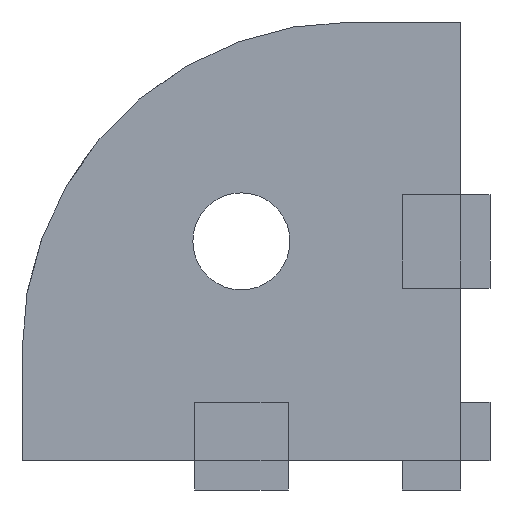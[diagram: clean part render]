
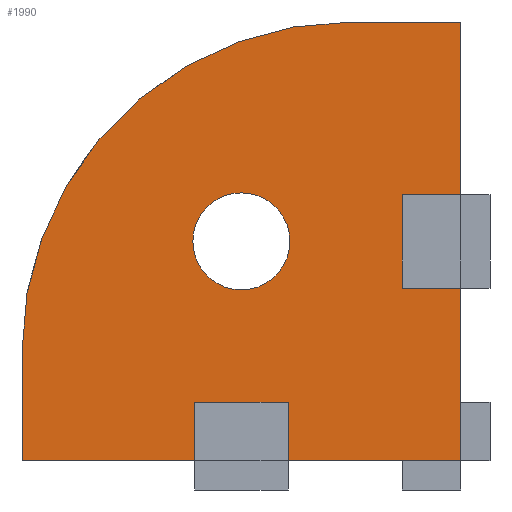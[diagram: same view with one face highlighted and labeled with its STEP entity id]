
A CAD part, left-side view. The second image highlights one B-rep face of the part: STEP entity #1990.
In plain terms, the highlighted planar face has unit normal (-1, 0, 0).
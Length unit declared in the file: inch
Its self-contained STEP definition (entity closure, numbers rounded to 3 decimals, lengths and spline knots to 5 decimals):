
#7 = VERTEX_POINT ( 'NONE', #325 ) ;
#16 = ORIENTED_EDGE ( 'NONE', *, *, #1047, .F. ) ;
#21 = EDGE_CURVE ( 'NONE', #721, #7, #440, .T. ) ;
#25 = VERTEX_POINT ( 'NONE', #551 ) ;
#36 = EDGE_CURVE ( 'NONE', #239, #152, #696, .T. ) ;
#52 = ORIENTED_EDGE ( 'NONE', *, *, #36, .F. ) ;
#77 = VERTEX_POINT ( 'NONE', #1090 ) ;
#79 = VERTEX_POINT ( 'NONE', #1092 ) ;
#89 = ORIENTED_EDGE ( 'NONE', *, *, #2025, .T. ) ;
#104 = ORIENTED_EDGE ( 'NONE', *, *, #122, .T. ) ;
#122 = EDGE_CURVE ( 'NONE', #138, #2142, #1508, .T. ) ;
#138 = VERTEX_POINT ( 'NONE', #1707 ) ;
#141 = VERTEX_POINT ( 'NONE', #1790 ) ;
#152 = VERTEX_POINT ( 'NONE', #1838 ) ;
#154 = EDGE_CURVE ( 'NONE', #138, #502, #1840, .T. ) ;
#159 = EDGE_CURVE ( 'NONE', #141, #239, #1864, .T. ) ;
#187 = EDGE_CURVE ( 'NONE', #77, #141, #540, .T. ) ;
#190 = ORIENTED_EDGE ( 'NONE', *, *, #154, .F. ) ;
#196 = ORIENTED_EDGE ( 'NONE', *, *, #159, .F. ) ;
#217 = ORIENTED_EDGE ( 'NONE', *, *, #187, .F. ) ;
#237 = VERTEX_POINT ( 'NONE', #922 ) ;
#239 = VERTEX_POINT ( 'NONE', #924 ) ;
#272 = EDGE_CURVE ( 'NONE', #825, #237, #1036, .T. ) ;
#295 = ORIENTED_EDGE ( 'NONE', *, *, #21, .T. ) ;
#319 = EDGE_CURVE ( 'NONE', #25, #7, #1189, .T. ) ;
#323 = CARTESIAN_POINT ( 'NONE',  ( 0., 0.75, -0.584 ) ) ;
#325 = CARTESIAN_POINT ( 'NONE',  ( 0., 0.91, -1.5 ) ) ;
#350 = CIRCLE ( 'NONE', #351, 0.166 ) ;
#351 = AXIS2_PLACEMENT_3D ( 'NONE', #352, #353, #354 ) ;
#352 = CARTESIAN_POINT ( 'NONE',  ( 0., 0.75, -0.75 ) ) ;
#353 = DIRECTION ( 'NONE',  ( 1., 0., 0. ) ) ;
#354 = DIRECTION ( 'NONE',  ( 0., 0., -1. ) ) ;
#373 = ORIENTED_EDGE ( 'NONE', *, *, #272, .T. ) ;
#440 = LINE ( 'NONE', #441, #442 ) ;
#441 = CARTESIAN_POINT ( 'NONE',  ( 0., 0., -1.5 ) ) ;
#442 = VECTOR ( 'NONE', #443, 39.37008 ) ;
#443 = DIRECTION ( 'NONE',  ( 0., -1., 0. ) ) ;
#502 = VERTEX_POINT ( 'NONE', #1382 ) ;
#538 = ORIENTED_EDGE ( 'NONE', *, *, #1606, .T. ) ;
#540 = LINE ( 'NONE', #541, #542 ) ;
#541 = CARTESIAN_POINT ( 'NONE',  ( 0., 0., -0.59 ) ) ;
#542 = VECTOR ( 'NONE', #543, 39.37008 ) ;
#543 = DIRECTION ( 'NONE',  ( 0., 1., 0. ) ) ;
#551 = CARTESIAN_POINT ( 'NONE',  ( 0., 0.91, -1.3 ) ) ;
#582 = LINE ( 'NONE', #583, #584 ) ;
#583 = CARTESIAN_POINT ( 'NONE',  ( 0., 0., -1.5 ) ) ;
#584 = VECTOR ( 'NONE', #585, 39.37008 ) ;
#585 = DIRECTION ( 'NONE',  ( 0., 0., 1. ) ) ;
#624 = CARTESIAN_POINT ( 'NONE',  ( 0., 0., -1.5 ) ) ;
#666 = EDGE_CURVE ( 'NONE', #913, #1143, #1467, .T. ) ;
#685 = ORIENTED_EDGE ( 'NONE', *, *, #319, .F. ) ;
#696 = LINE ( 'NONE', #697, #698 ) ;
#697 = CARTESIAN_POINT ( 'NONE',  ( 0., 0., -0.91 ) ) ;
#698 = VECTOR ( 'NONE', #699, 39.37008 ) ;
#699 = DIRECTION ( 'NONE',  ( 0., -1., 0. ) ) ;
#721 = VERTEX_POINT ( 'NONE', #1486 ) ;
#722 = EDGE_CURVE ( 'NONE', #502, #25, #1487, .T. ) ;
#825 = VERTEX_POINT ( 'NONE', #1544 ) ;
#913 = VERTEX_POINT ( 'NONE', #1571 ) ;
#922 = CARTESIAN_POINT ( 'NONE',  ( 0., 1.5, -1.125 ) ) ;
#924 = CARTESIAN_POINT ( 'NONE',  ( 0., 0.2, -0.91 ) ) ;
#936 = FACE_BOUND ( 'NONE', #1955, .T. ) ;
#937 = FACE_OUTER_BOUND ( 'NONE', #2065, .T. ) ;
#938 = PLANE ( 'NONE',  #939 ) ;
#939 = AXIS2_PLACEMENT_3D ( 'NONE', #940, #941, #942 ) ;
#940 = CARTESIAN_POINT ( 'NONE',  ( 0., 0., -1.5 ) ) ;
#941 = DIRECTION ( 'NONE',  ( -1., 0., 0. ) ) ;
#942 = DIRECTION ( 'NONE',  ( 0., 0., 1. ) ) ;
#949 = EDGE_CURVE ( 'NONE', #721, #237, #1646, .T. ) ;
#1036 = CIRCLE ( 'NONE', #1037, 1.125 ) ;
#1037 = AXIS2_PLACEMENT_3D ( 'NONE', #1038, #1039, #1040 ) ;
#1038 = CARTESIAN_POINT ( 'NONE',  ( 0., 0.375, -1.125 ) ) ;
#1039 = DIRECTION ( 'NONE',  ( -1., 0., 0. ) ) ;
#1040 = DIRECTION ( 'NONE',  ( 0., 0., 1. ) ) ;
#1047 = EDGE_CURVE ( 'NONE', #825, #79, #1779, .T. ) ;
#1048 = ORIENTED_EDGE ( 'NONE', *, *, #666, .T. ) ;
#1090 = CARTESIAN_POINT ( 'NONE',  ( 0., 0., -0.59 ) ) ;
#1092 = CARTESIAN_POINT ( 'NONE',  ( 0., 0., 0. ) ) ;
#1105 = ORIENTED_EDGE ( 'NONE', *, *, #722, .F. ) ;
#1143 = VERTEX_POINT ( 'NONE', #323 ) ;
#1185 = LINE ( 'NONE', #1186, #1187 ) ;
#1186 = CARTESIAN_POINT ( 'NONE',  ( 0., 0., -1.5 ) ) ;
#1187 = VECTOR ( 'NONE', #1188, 39.37008 ) ;
#1188 = DIRECTION ( 'NONE',  ( 0., 0., 1. ) ) ;
#1189 = LINE ( 'NONE', #1190, #1191 ) ;
#1190 = CARTESIAN_POINT ( 'NONE',  ( 0., 0.91, -1.5 ) ) ;
#1191 = VECTOR ( 'NONE', #1192, 39.37008 ) ;
#1192 = DIRECTION ( 'NONE',  ( 0., 0., -1. ) ) ;
#1277 = ORIENTED_EDGE ( 'NONE', *, *, #949, .F. ) ;
#1353 = EDGE_CURVE ( 'NONE', #1143, #913, #350, .T. ) ;
#1382 = CARTESIAN_POINT ( 'NONE',  ( 0., 0.59, -1.3 ) ) ;
#1467 = CIRCLE ( 'NONE', #1468, 0.166 ) ;
#1468 = AXIS2_PLACEMENT_3D ( 'NONE', #1469, #1470, #1471 ) ;
#1469 = CARTESIAN_POINT ( 'NONE',  ( 0., 0.75, -0.75 ) ) ;
#1470 = DIRECTION ( 'NONE',  ( 1., 0., 0. ) ) ;
#1471 = DIRECTION ( 'NONE',  ( 0., 0., -1. ) ) ;
#1486 = CARTESIAN_POINT ( 'NONE',  ( 0., 1.5, -1.5 ) ) ;
#1487 = LINE ( 'NONE', #1488, #1489 ) ;
#1488 = CARTESIAN_POINT ( 'NONE',  ( 0., 0.59, -1.3 ) ) ;
#1489 = VECTOR ( 'NONE', #1490, 39.37008 ) ;
#1490 = DIRECTION ( 'NONE',  ( 0., 1., 0. ) ) ;
#1508 = LINE ( 'NONE', #1509, #1510 ) ;
#1509 = CARTESIAN_POINT ( 'NONE',  ( 0., 0., -1.5 ) ) ;
#1510 = VECTOR ( 'NONE', #1511, 39.37008 ) ;
#1511 = DIRECTION ( 'NONE',  ( 0., -1., 0. ) ) ;
#1544 = CARTESIAN_POINT ( 'NONE',  ( 0., 0.375, 0. ) ) ;
#1571 = CARTESIAN_POINT ( 'NONE',  ( 0., 0.75, -0.916 ) ) ;
#1606 = EDGE_CURVE ( 'NONE', #77, #79, #582, .T. ) ;
#1646 = LINE ( 'NONE', #1647, #1648 ) ;
#1647 = CARTESIAN_POINT ( 'NONE',  ( 0., 1.5, -1.5 ) ) ;
#1648 = VECTOR ( 'NONE', #1649, 39.37008 ) ;
#1649 = DIRECTION ( 'NONE',  ( 0., 0., 1. ) ) ;
#1707 = CARTESIAN_POINT ( 'NONE',  ( 0., 0.59, -1.5 ) ) ;
#1779 = LINE ( 'NONE', #1780, #1781 ) ;
#1780 = CARTESIAN_POINT ( 'NONE',  ( 0., 0., 0. ) ) ;
#1781 = VECTOR ( 'NONE', #1782, 39.37008 ) ;
#1782 = DIRECTION ( 'NONE',  ( 0., -1., 0. ) ) ;
#1790 = CARTESIAN_POINT ( 'NONE',  ( 0., 0.2, -0.59 ) ) ;
#1838 = CARTESIAN_POINT ( 'NONE',  ( 0., 0., -0.91 ) ) ;
#1840 = LINE ( 'NONE', #1841, #1842 ) ;
#1841 = CARTESIAN_POINT ( 'NONE',  ( 0., 0.59, -1.5 ) ) ;
#1842 = VECTOR ( 'NONE', #1843, 39.37008 ) ;
#1843 = DIRECTION ( 'NONE',  ( 0., 0., 1. ) ) ;
#1864 = LINE ( 'NONE', #1865, #1866 ) ;
#1865 = CARTESIAN_POINT ( 'NONE',  ( 0., 0.2, -0.91 ) ) ;
#1866 = VECTOR ( 'NONE', #1867, 39.37008 ) ;
#1867 = DIRECTION ( 'NONE',  ( 0., 0., -1. ) ) ;
#1955 = EDGE_LOOP ( 'NONE', ( #1048, #2090 ) ) ;
#1990 = ADVANCED_FACE ( 'NONE', ( #936, #937 ), #938, .T. ) ;
#2025 = EDGE_CURVE ( 'NONE', #2142, #152, #1185, .T. ) ;
#2065 = EDGE_LOOP ( 'NONE', ( #16, #373, #1277, #295, #685, #1105, #190, #104, #89, #52, #196, #217, #538 ) ) ;
#2090 = ORIENTED_EDGE ( 'NONE', *, *, #1353, .T. ) ;
#2142 = VERTEX_POINT ( 'NONE', #624 ) ;
